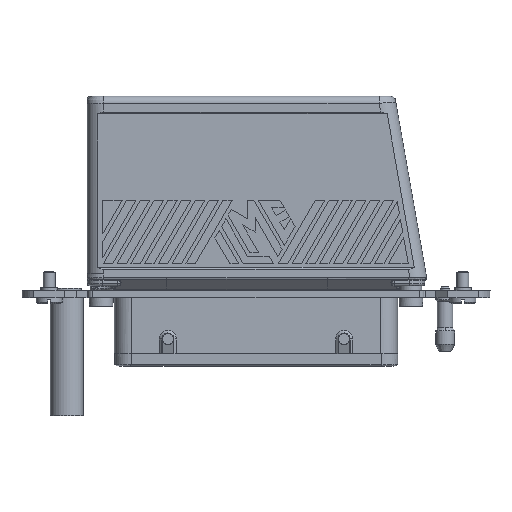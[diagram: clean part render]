
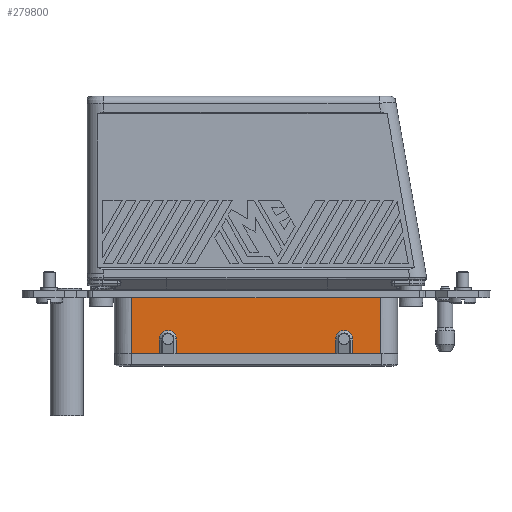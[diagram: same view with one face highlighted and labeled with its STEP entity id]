
A CAD part, front view. The second image highlights one B-rep face of the part: STEP entity #279800.
In plain terms, the highlighted face is planar.
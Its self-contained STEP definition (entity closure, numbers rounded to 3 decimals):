
#211220=CARTESIAN_POINT('',(25.125,45.037,
48.654));
#211230=VERTEX_POINT('',#211220);
#277940=CARTESIAN_POINT('',(25.125,45.037,
-56.571));
#277950=VERTEX_POINT('',#277940);
#278230=CARTESIAN_POINT('',(25.125,20.,
-56.571));
#278240=DIRECTION('',(0.,1.,0.));
#278250=VECTOR('',#278240,1.);
#278260=LINE('',#278230,#278250);
#278270=CARTESIAN_POINT('',(25.125,19.783,
-56.571));
#278280=VERTEX_POINT('',#278270);
#278290=EDGE_CURVE('',#278280,#277950,#278260,.T.);
#278860=CARTESIAN_POINT('',(25.125,19.716,
-46.453));
#278870=DIRECTION('',(-1.,0.,0.));
#278880=DIRECTION('',(0.,0.,1.));
#278890=AXIS2_PLACEMENT_3D('',#278860,#278870,#278880);
#278900=PLANE('',#278890);
#278910=CARTESIAN_POINT('',(25.125,22.91,
29.69));
#278920=DIRECTION('',(0.,1.,0.));
#278930=VECTOR('',#278920,1.);
#278940=LINE('',#278910,#278930);
#278950=CARTESIAN_POINT('',(25.125,19.783,
29.69));
#278960=VERTEX_POINT('',#278950);
#278970=CARTESIAN_POINT('',(25.125,26.037,
29.69));
#278980=VERTEX_POINT('',#278970);
#278990=EDGE_CURVE('',#278960,#278980,#278940,.T.);
#279000=ORIENTED_EDGE('',*,*,#278990,.T.);
#279010=CARTESIAN_POINT('',(25.125,19.783,
-16.957));
#279020=DIRECTION('',(0.,0.,1.));
#279030=VECTOR('',#279020,1.);
#279040=LINE('',#279010,#279030);
#279050=CARTESIAN_POINT('',(25.125,19.783,
-37.598));
#279060=VERTEX_POINT('',#279050);
#279070=EDGE_CURVE('',#279060,#278960,#279040,.T.);
#279080=ORIENTED_EDGE('',*,*,#279070,.T.);
#279090=CARTESIAN_POINT('',(25.125,22.91,
-37.598));
#279100=DIRECTION('',(0.,-1.,0.));
#279110=VECTOR('',#279100,1.);
#279120=LINE('',#279090,#279110);
#279130=CARTESIAN_POINT('',(25.125,26.037,
-37.598));
#279140=VERTEX_POINT('',#279130);
#279150=EDGE_CURVE('',#279140,#279060,#279120,.T.);
#279160=ORIENTED_EDGE('',*,*,#279150,.T.);
#279170=CARTESIAN_POINT('',(25.125,26.037,
-41.198));
#279180=DIRECTION('',(1.,0.,0.));
#279190=DIRECTION('',(0.,0.,-1.));
#279200=AXIS2_PLACEMENT_3D('',#279170,#279180,#279190);
#279210=CIRCLE('',#279200,3.6);
#279220=CARTESIAN_POINT('',(25.125,26.037,
-44.798));
#279230=VERTEX_POINT('',#279220);
#279240=EDGE_CURVE('',#279230,#279140,#279210,.T.);
#279250=ORIENTED_EDGE('',*,*,#279240,.T.);
#279260=CARTESIAN_POINT('',(25.125,22.91,
-44.798));
#279270=DIRECTION('',(0.,1.,0.));
#279280=VECTOR('',#279270,1.);
#279290=LINE('',#279260,#279280);
#279300=CARTESIAN_POINT('',(25.125,19.783,
-44.798));
#279310=VERTEX_POINT('',#279300);
#279320=EDGE_CURVE('',#279310,#279230,#279290,.T.);
#279330=ORIENTED_EDGE('',*,*,#279320,.T.);
#279340=CARTESIAN_POINT('',(25.125,19.783,
-37.457));
#279350=DIRECTION('',(0.,0.,1.));
#279360=VECTOR('',#279350,1.);
#279370=LINE('',#279340,#279360);
#279380=EDGE_CURVE('',#278280,#279310,#279370,.T.);
#279390=ORIENTED_EDGE('',*,*,#279380,.T.);
#279400=ORIENTED_EDGE('',*,*,#278290,.F.);
#279410=CARTESIAN_POINT('',(25.125,45.037,
-41.453));
#279420=DIRECTION('',(0.,0.,1.));
#279430=VECTOR('',#279420,1.);
#279440=LINE('',#279410,#279430);
#279450=EDGE_CURVE('',#277950,#211230,#279440,.T.);
#279460=ORIENTED_EDGE('',*,*,#279450,.F.);
#279470=CARTESIAN_POINT('',(25.125,20.,
48.654));
#279480=DIRECTION('',(0.,-1.,0.));
#279490=VECTOR('',#279480,1.);
#279500=LINE('',#279470,#279490);
#279510=CARTESIAN_POINT('',(25.125,19.783,
48.654));
#279520=VERTEX_POINT('',#279510);
#279530=EDGE_CURVE('',#211230,#279520,#279500,.T.);
#279540=ORIENTED_EDGE('',*,*,#279530,.F.);
#279550=CARTESIAN_POINT('',(25.125,19.783,
9.533));
#279560=DIRECTION('',(0.,0.,1.));
#279570=VECTOR('',#279560,1.);
#279580=LINE('',#279550,#279570);
#279590=CARTESIAN_POINT('',(25.125,19.783,
36.89));
#279600=VERTEX_POINT('',#279590);
#279610=EDGE_CURVE('',#279600,#279520,#279580,.T.);
#279620=ORIENTED_EDGE('',*,*,#279610,.T.);
#279630=CARTESIAN_POINT('',(25.125,22.91,
36.89));
#279640=DIRECTION('',(0.,-1.,0.));
#279650=VECTOR('',#279640,1.);
#279660=LINE('',#279630,#279650);
#279670=CARTESIAN_POINT('',(25.125,26.037,
36.89));
#279680=VERTEX_POINT('',#279670);
#279690=EDGE_CURVE('',#279680,#279600,#279660,.T.);
#279700=ORIENTED_EDGE('',*,*,#279690,.T.);
#279710=CARTESIAN_POINT('',(25.125,26.037,
33.29));
#279720=DIRECTION('',(1.,0.,0.));
#279730=DIRECTION('',(0.,0.,-1.));
#279740=AXIS2_PLACEMENT_3D('',#279710,#279720,#279730);
#279750=CIRCLE('',#279740,3.6);
#279760=EDGE_CURVE('',#278980,#279680,#279750,.T.);
#279770=ORIENTED_EDGE('',*,*,#279760,.T.);
#279780=EDGE_LOOP('',(#279770,#279700,#279620,#279540,#279460,#279400,
#279390,#279330,#279250,#279160,#279080,#279000));
#279790=FACE_OUTER_BOUND('',#279780,.T.);
#279800=ADVANCED_FACE('',(#279790),#278900,.T.);
